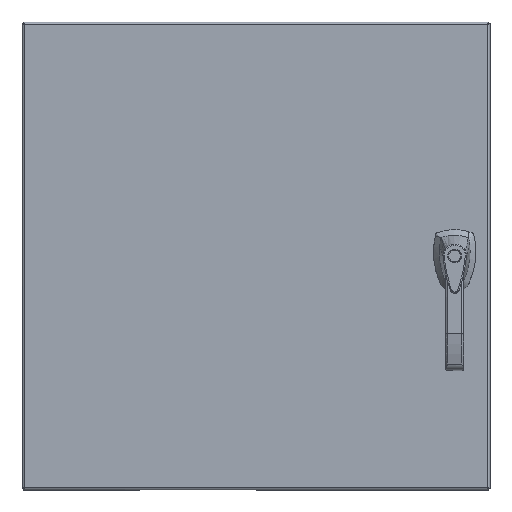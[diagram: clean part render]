
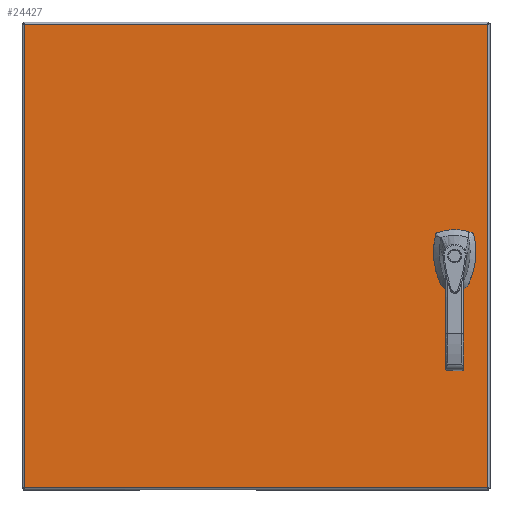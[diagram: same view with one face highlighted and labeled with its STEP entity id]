
A CAD part, front view. The second image highlights one B-rep face of the part: STEP entity #24427.
In plain terms, the highlighted planar face has unit normal (0, -1, 0).
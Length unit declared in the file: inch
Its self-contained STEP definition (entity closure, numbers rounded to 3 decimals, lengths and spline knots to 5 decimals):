
#712 = DIRECTION ( 'NONE',  ( -1., 0., 0. ) ) ;
#1340 = CARTESIAN_POINT ( 'NONE',  ( 9.7935, -8.843, -0.231 ) ) ;
#1756 = EDGE_CURVE ( 'NONE', #36034, #25486, #73713, .T. ) ;
#1877 = VERTEX_POINT ( 'NONE', #4538 ) ;
#2082 = VERTEX_POINT ( 'NONE', #19153 ) ;
#2493 = CARTESIAN_POINT ( 'NONE',  ( 10.5845, -8.843, -0.231 ) ) ;
#2852 = VECTOR ( 'NONE', #712, 39.37008 ) ;
#2913 = EDGE_CURVE ( 'NONE', #8316, #34651, #58921, .T. ) ;
#3032 = DIRECTION ( 'NONE',  ( 0.707, 0., -0.707 ) ) ;
#3279 = AXIS2_PLACEMENT_3D ( 'NONE', #69904, #11290, #27712 ) ;
#4487 = FACE_BOUND ( 'NONE', #40339, .T. ) ;
#4538 = CARTESIAN_POINT ( 'NONE',  ( 11.877, -8.843, 11.8765 ) ) ;
#4829 = DIRECTION ( 'NONE',  ( 1., 0., 0. ) ) ;
#6555 = VERTEX_POINT ( 'NONE', #15571 ) ;
#7629 = CARTESIAN_POINT ( 'NONE',  ( -11.876, -8.843, -11.8765 ) ) ;
#7808 = CIRCLE ( 'NONE', #27282, 0.167 ) ;
#8316 = VERTEX_POINT ( 'NONE', #57315 ) ;
#8801 = DIRECTION ( 'NONE',  ( -0.707, 0., 0.707 ) ) ;
#10577 = EDGE_CURVE ( 'NONE', #60612, #24050, #66201, .T. ) ;
#11110 = VERTEX_POINT ( 'NONE', #15402 ) ;
#11290 = DIRECTION ( 'NONE',  ( 0., -1., 0. ) ) ;
#13011 = CIRCLE ( 'NONE', #22764, 0.167 ) ;
#13692 = CARTESIAN_POINT ( 'NONE',  ( 10.42, -8.843, 0.3955 ) ) ;
#13733 = DIRECTION ( 'NONE',  ( 0., 0., -1. ) ) ;
#14698 = CARTESIAN_POINT ( 'NONE',  ( 10.189, -8.843, -1.338 ) ) ;
#15165 = LINE ( 'NONE', #21633, #20780 ) ;
#15193 = ORIENTED_EDGE ( 'NONE', *, *, #68207, .T. ) ;
#15402 = CARTESIAN_POINT ( 'NONE',  ( -11.876, -8.843, 11.8765 ) ) ;
#15571 = CARTESIAN_POINT ( 'NONE',  ( 9.7935, -8.843, -0.231 ) ) ;
#15686 = CARTESIAN_POINT ( 'NONE',  ( -11.876, -8.843, 11.8765 ) ) ;
#18869 = LINE ( 'NONE', #59560, #39264 ) ;
#19153 = CARTESIAN_POINT ( 'NONE',  ( 9.958, -8.843, 0.3955 ) ) ;
#20780 = VECTOR ( 'NONE', #28078, 39.37008 ) ;
#21633 = CARTESIAN_POINT ( 'NONE',  ( 9.958, -8.843, 0.3955 ) ) ;
#22631 = CARTESIAN_POINT ( 'NONE',  ( 11.877, -8.843, -11.8765 ) ) ;
#22764 = AXIS2_PLACEMENT_3D ( 'NONE', #42860, #24616, #44262 ) ;
#22812 = EDGE_CURVE ( 'NONE', #11110, #36034, #53685, .T. ) ;
#23225 = VECTOR ( 'NONE', #74370, 39.37008 ) ;
#23416 = LINE ( 'NONE', #58787, #59132 ) ;
#23464 = VECTOR ( 'NONE', #68941, 39.37008 ) ;
#24050 = VERTEX_POINT ( 'NONE', #30412 ) ;
#24427 = ADVANCED_FACE ( 'NONE', ( #4487, #34147, #50911 ), #56615, .T. ) ;
#24616 = DIRECTION ( 'NONE',  ( 0., 1., 0. ) ) ;
#24948 = VECTOR ( 'NONE', #48095, 39.37008 ) ;
#25464 = ORIENTED_EDGE ( 'NONE', *, *, #66653, .T. ) ;
#25486 = VERTEX_POINT ( 'NONE', #63069 ) ;
#25697 = ORIENTED_EDGE ( 'NONE', *, *, #10577, .T. ) ;
#27082 = VECTOR ( 'NONE', #4829, 39.37008 ) ;
#27208 = VERTEX_POINT ( 'NONE', #27649 ) ;
#27282 = AXIS2_PLACEMENT_3D ( 'NONE', #14698, #71771, #55023 ) ;
#27649 = CARTESIAN_POINT ( 'NONE',  ( 10.189, -8.843, -1.505 ) ) ;
#27712 = DIRECTION ( 'NONE',  ( 0., 0., -1. ) ) ;
#27912 = EDGE_LOOP ( 'NONE', ( #52677, #70846, #27969, #39618 ) ) ;
#27969 = ORIENTED_EDGE ( 'NONE', *, *, #22812, .T. ) ;
#28078 = DIRECTION ( 'NONE',  ( 0.707, 0., 0.707 ) ) ;
#28101 = ORIENTED_EDGE ( 'NONE', *, *, #2913, .T. ) ;
#29795 = VERTEX_POINT ( 'NONE', #61098 ) ;
#30412 = CARTESIAN_POINT ( 'NONE',  ( 10.5845, -8.843, 0.231 ) ) ;
#32558 = LINE ( 'NONE', #2493, #38125 ) ;
#33968 = ORIENTED_EDGE ( 'NONE', *, *, #57813, .T. ) ;
#34147 = FACE_OUTER_BOUND ( 'NONE', #27912, .T. ) ;
#34205 = EDGE_CURVE ( 'NONE', #2082, #60612, #18869, .T. ) ;
#34456 = EDGE_CURVE ( 'NONE', #1877, #11110, #45714, .T. ) ;
#34651 = VERTEX_POINT ( 'NONE', #55078 ) ;
#36034 = VERTEX_POINT ( 'NONE', #58822 ) ;
#37547 = ORIENTED_EDGE ( 'NONE', *, *, #44917, .T. ) ;
#38125 = VECTOR ( 'NONE', #71742, 39.37008 ) ;
#38592 = ORIENTED_EDGE ( 'NONE', *, *, #42948, .T. ) ;
#39264 = VECTOR ( 'NONE', #65640, 39.37008 ) ;
#39618 = ORIENTED_EDGE ( 'NONE', *, *, #1756, .T. ) ;
#40339 = EDGE_LOOP ( 'NONE', ( #38592, #15193 ) ) ;
#40694 = CARTESIAN_POINT ( 'NONE',  ( 10.42, -8.843, 0.3955 ) ) ;
#40922 = DIRECTION ( 'NONE',  ( 0., 0., -1. ) ) ;
#42860 = CARTESIAN_POINT ( 'NONE',  ( 10.189, -8.843, -1.338 ) ) ;
#42948 = EDGE_CURVE ( 'NONE', #27208, #55256, #13011, .T. ) ;
#44262 = DIRECTION ( 'NONE',  ( 0., 0., -1. ) ) ;
#44917 = EDGE_CURVE ( 'NONE', #24050, #29795, #23416, .T. ) ;
#45714 = LINE ( 'NONE', #15686, #23464 ) ;
#45980 = EDGE_CURVE ( 'NONE', #34651, #6555, #49903, .T. ) ;
#46893 = VECTOR ( 'NONE', #13733, 39.37008 ) ;
#47231 = EDGE_LOOP ( 'NONE', ( #25464, #33968, #69868, #25697, #37547, #64316, #28101, #65415 ) ) ;
#48095 = DIRECTION ( 'NONE',  ( 0., 0., 1. ) ) ;
#49608 = CARTESIAN_POINT ( 'NONE',  ( 9.7935, -8.843, 0.231 ) ) ;
#49903 = LINE ( 'NONE', #1340, #62016 ) ;
#50911 = FACE_BOUND ( 'NONE', #47231, .T. ) ;
#52450 = CARTESIAN_POINT ( 'NONE',  ( 9.958, -8.843, -0.3955 ) ) ;
#52677 = ORIENTED_EDGE ( 'NONE', *, *, #58109, .T. ) ;
#53685 = LINE ( 'NONE', #7629, #46893 ) ;
#53825 = CARTESIAN_POINT ( 'NONE',  ( 9.7935, -8.843, 0.231 ) ) ;
#55023 = DIRECTION ( 'NONE',  ( 0., 0., -1. ) ) ;
#55056 = EDGE_CURVE ( 'NONE', #29795, #8316, #32558, .T. ) ;
#55078 = CARTESIAN_POINT ( 'NONE',  ( 9.958, -8.843, -0.3955 ) ) ;
#55256 = VERTEX_POINT ( 'NONE', #56417 ) ;
#56417 = CARTESIAN_POINT ( 'NONE',  ( 10.189, -8.843, -1.171 ) ) ;
#56615 = PLANE ( 'NONE',  #3279 ) ;
#57315 = CARTESIAN_POINT ( 'NONE',  ( 10.42, -8.843, -0.3955 ) ) ;
#57813 = EDGE_CURVE ( 'NONE', #62829, #2082, #15165, .T. ) ;
#58088 = CARTESIAN_POINT ( 'NONE',  ( -11.876, -8.843, -11.8765 ) ) ;
#58109 = EDGE_CURVE ( 'NONE', #25486, #1877, #63692, .T. ) ;
#58787 = CARTESIAN_POINT ( 'NONE',  ( 10.5845, -8.843, -0.231 ) ) ;
#58822 = CARTESIAN_POINT ( 'NONE',  ( -11.876, -8.843, -11.8765 ) ) ;
#58921 = LINE ( 'NONE', #52450, #2852 ) ;
#59132 = VECTOR ( 'NONE', #40922, 39.37008 ) ;
#59560 = CARTESIAN_POINT ( 'NONE',  ( 10.42, -8.843, 0.3955 ) ) ;
#60612 = VERTEX_POINT ( 'NONE', #40694 ) ;
#61098 = CARTESIAN_POINT ( 'NONE',  ( 10.5845, -8.843, -0.231 ) ) ;
#62016 = VECTOR ( 'NONE', #8801, 39.37008 ) ;
#62829 = VERTEX_POINT ( 'NONE', #53825 ) ;
#63069 = CARTESIAN_POINT ( 'NONE',  ( 11.877, -8.843, -11.8765 ) ) ;
#63692 = LINE ( 'NONE', #22631, #23225 ) ;
#64316 = ORIENTED_EDGE ( 'NONE', *, *, #55056, .T. ) ;
#65415 = ORIENTED_EDGE ( 'NONE', *, *, #45980, .T. ) ;
#65640 = DIRECTION ( 'NONE',  ( 1., 0., 0. ) ) ;
#66201 = LINE ( 'NONE', #13692, #68084 ) ;
#66355 = LINE ( 'NONE', #49608, #24948 ) ;
#66653 = EDGE_CURVE ( 'NONE', #6555, #62829, #66355, .T. ) ;
#68084 = VECTOR ( 'NONE', #3032, 39.37008 ) ;
#68207 = EDGE_CURVE ( 'NONE', #55256, #27208, #7808, .T. ) ;
#68941 = DIRECTION ( 'NONE',  ( -1., 0., 0. ) ) ;
#69868 = ORIENTED_EDGE ( 'NONE', *, *, #34205, .T. ) ;
#69904 = CARTESIAN_POINT ( 'NONE',  ( -11.876, -8.843, -11.8765 ) ) ;
#70846 = ORIENTED_EDGE ( 'NONE', *, *, #34456, .T. ) ;
#71742 = DIRECTION ( 'NONE',  ( -0.707, 0., -0.707 ) ) ;
#71771 = DIRECTION ( 'NONE',  ( 0., 1., 0. ) ) ;
#73713 = LINE ( 'NONE', #58088, #27082 ) ;
#74370 = DIRECTION ( 'NONE',  ( 0., 0., 1. ) ) ;
